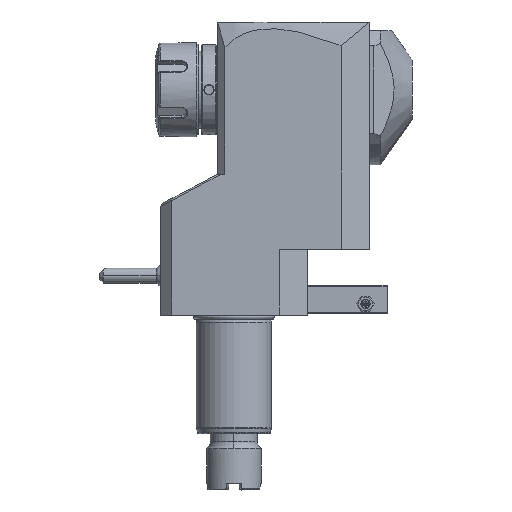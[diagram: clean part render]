
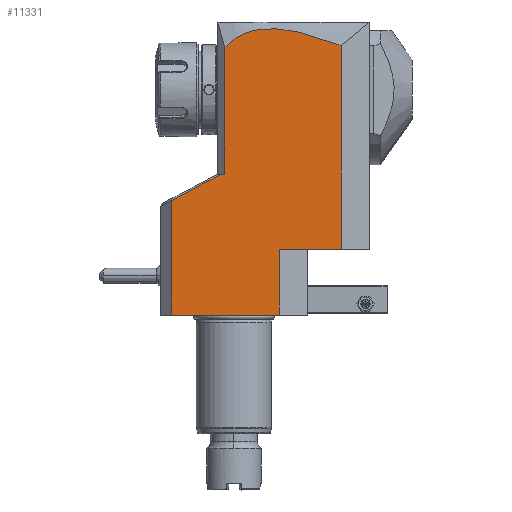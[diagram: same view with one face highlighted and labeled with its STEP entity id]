
A CAD part, top view. The second image highlights one B-rep face of the part: STEP entity #11331.
In plain terms, the highlighted planar face has unit normal (0, 0, 1).
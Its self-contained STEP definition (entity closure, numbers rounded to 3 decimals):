
#57=DIRECTION('',(1.,0.,0.));
#58=VECTOR('',#57,1.978);
#59=CARTESIAN_POINT('',(-6.778,75.,37.5));
#60=LINE('',#59,#58);
#81=DIRECTION('',(0.,-1.,0.));
#82=VECTOR('',#81,108.515);
#83=CARTESIAN_POINT('',(57.,143.515,37.5));
#84=LINE('',#83,#82);
#85=DIRECTION('',(0.883,0.469,0.));
#86=VECTOR('',#85,0.179);
#87=CARTESIAN_POINT('',(-33.,61.058,37.5));
#88=LINE('',#87,#86);
#89=DIRECTION('',(-0.883,-0.469,0.));
#90=VECTOR('',#89,29.519);
#91=CARTESIAN_POINT('',(-6.778,75.,37.5));
#92=LINE('',#91,#90);
#93=DIRECTION('',(0.,-1.,0.));
#94=VECTOR('',#93,67.483);
#95=CARTESIAN_POINT('',(-4.8,142.483,37.5));
#96=LINE('',#95,#94);
#97=CARTESIAN_POINT('',(57.,143.515,37.5));
#98=CARTESIAN_POINT('',(55.779,143.995,37.5));
#99=CARTESIAN_POINT('',(53.403,144.904,37.5));
#100=CARTESIAN_POINT('',(50.037,146.122,37.5));
#101=CARTESIAN_POINT('',(46.865,147.202,37.5));
#102=CARTESIAN_POINT('',(43.884,148.151,37.5));
#103=CARTESIAN_POINT('',(41.092,148.975,37.5));
#104=CARTESIAN_POINT('',(38.487,149.683,37.5));
#105=CARTESIAN_POINT('',(36.062,150.285,37.5));
#106=CARTESIAN_POINT('',(33.798,150.791,37.5));
#107=CARTESIAN_POINT('',(31.682,151.213,37.5));
#108=CARTESIAN_POINT('',(29.694,151.559,37.5));
#109=CARTESIAN_POINT('',(27.823,151.839,37.5));
#110=CARTESIAN_POINT('',(26.059,152.057,37.5));
#111=CARTESIAN_POINT('',(24.389,152.22,37.5));
#112=CARTESIAN_POINT('',(22.803,152.333,37.5));
#113=CARTESIAN_POINT('',(21.298,152.4,37.5));
#114=CARTESIAN_POINT('',(19.868,152.425,37.5));
#115=CARTESIAN_POINT('',(18.506,152.411,37.5));
#116=CARTESIAN_POINT('',(17.205,152.361,37.5));
#117=CARTESIAN_POINT('',(15.962,152.277,37.5));
#118=CARTESIAN_POINT('',(14.77,152.162,37.5));
#119=CARTESIAN_POINT('',(13.626,152.018,37.5));
#120=CARTESIAN_POINT('',(12.526,151.846,37.5));
#121=CARTESIAN_POINT('',(11.466,151.648,37.5));
#122=CARTESIAN_POINT('',(10.444,151.424,37.5));
#123=CARTESIAN_POINT('',(9.455,151.176,37.5));
#124=CARTESIAN_POINT('',(8.498,150.904,37.5));
#125=CARTESIAN_POINT('',(7.57,150.608,37.5));
#126=CARTESIAN_POINT('',(6.668,150.29,37.5));
#127=CARTESIAN_POINT('',(5.791,149.949,37.5));
#128=CARTESIAN_POINT('',(4.937,149.585,37.5));
#129=CARTESIAN_POINT('',(4.103,149.197,37.5));
#130=CARTESIAN_POINT('',(3.289,148.787,37.5));
#131=CARTESIAN_POINT('',(2.491,148.353,37.5));
#132=CARTESIAN_POINT('',(1.71,147.894,37.5));
#133=CARTESIAN_POINT('',(0.943,147.411,37.5));
#134=CARTESIAN_POINT('',(0.19,146.901,37.5));
#135=CARTESIAN_POINT('',(-0.552,146.364,37.5));
#136=CARTESIAN_POINT('',(-1.281,145.799,37.5));
#137=CARTESIAN_POINT('',(-2.002,145.204,37.5));
#138=CARTESIAN_POINT('',(-2.713,144.577,37.5));
#139=CARTESIAN_POINT('',(-3.416,143.917,37.5));
#140=CARTESIAN_POINT('',(-4.112,143.222,37.5));
#141=CARTESIAN_POINT('',(-4.572,142.733,37.5));
#142=CARTESIAN_POINT('',(-4.8,142.483,37.5));
#320=DIRECTION('',(1.,0.,0.));
#321=VECTOR('',#320,33.);
#322=CARTESIAN_POINT('',(24.,35.,37.5));
#323=LINE('',#322,#321);
#364=DIRECTION('',(-1.,0.,0.));
#365=VECTOR('',#364,57.);
#366=CARTESIAN_POINT('',(24.,0.,37.5));
#367=LINE('',#366,#365);
#446=DIRECTION('',(0.,-1.,0.));
#447=VECTOR('',#446,61.058);
#448=CARTESIAN_POINT('',(-33.,61.058,37.5));
#449=LINE('',#448,#447);
#1055=DIRECTION('',(0.,1.,0.));
#1056=VECTOR('',#1055,35.);
#1057=CARTESIAN_POINT('',(24.,0.,37.5));
#1058=LINE('',#1057,#1056);
#10595=CARTESIAN_POINT('',(-6.778,75.,37.5));
#10596=VERTEX_POINT('',#10595);
#10609=CARTESIAN_POINT('',(24.,35.,37.5));
#10610=VERTEX_POINT('',#10609);
#10639=VERTEX_POINT('',#97);
#10640=VERTEX_POINT('',#142);
#10665=CARTESIAN_POINT('',(-4.8,75.,37.5));
#10666=VERTEX_POINT('',#10665);
#10966=CARTESIAN_POINT('',(57.,35.,37.5));
#10967=VERTEX_POINT('',#10966);
#10972=CARTESIAN_POINT('',(-33.,61.058,37.5));
#10974=VERTEX_POINT('',#10972);
#10984=CARTESIAN_POINT('',(24.,0.,37.5));
#10985=VERTEX_POINT('',#10984);
#10986=CARTESIAN_POINT('',(-33.,0.,37.5));
#10987=VERTEX_POINT('',#10986);
#11053=CARTESIAN_POINT('',(-32.842,61.142,37.5));
#11055=VERTEX_POINT('',#11053);
#11306=CARTESIAN_POINT('',(-39.202,35.,37.5));
#11307=DIRECTION('',(0.,0.,1.));
#11308=DIRECTION('',(1.,0.,0.));
#11309=AXIS2_PLACEMENT_3D('',#11306,#11307,#11308);
#11310=PLANE('',#11309);
#11312=ORIENTED_EDGE('',*,*,#11311,.T.);
#11314=ORIENTED_EDGE('',*,*,#11313,.F.);
#11316=ORIENTED_EDGE('',*,*,#11315,.F.);
#11318=ORIENTED_EDGE('',*,*,#11317,.T.);
#11320=ORIENTED_EDGE('',*,*,#11319,.F.);
#11322=ORIENTED_EDGE('',*,*,#11321,.T.);
#11324=ORIENTED_EDGE('',*,*,#11323,.F.);
#11325=ORIENTED_EDGE('',*,*,#11290,.T.);
#11326=ORIENTED_EDGE('',*,*,#11279,.F.);
#11328=ORIENTED_EDGE('',*,*,#11327,.F.);
#11329=EDGE_LOOP('',(#11312,#11314,#11316,#11318,#11320,#11322,#11324,#11325,
#11326,#11328));
#11330=FACE_OUTER_BOUND('',#11329,.F.);
#143=B_SPLINE_CURVE_WITH_KNOTS('',3,(#97,#98,#99,#100,#101,#102,#103,#104,#105,
#106,#107,#108,#109,#110,#111,#112,#113,#114,#115,#116,#117,#118,#119,#120,#121,
#122,#123,#124,#125,#126,#127,#128,#129,#130,#131,#132,#133,#134,#135,#136,#137,
#138,#139,#140,#141,#142),.UNSPECIFIED.,.F.,.F.,(4,1,1,1,1,1,1,1,1,1,1,1,1,1,1,
1,1,1,1,1,1,1,1,1,1,1,1,1,1,1,1,1,1,1,1,1,1,1,1,1,1,1,1,4),(0.,
0.023,0.047,0.07,0.093,
0.116,0.14,0.163,0.186,
0.209,0.233,0.256,0.279,
0.302,0.326,0.349,0.372,
0.395,0.419,0.442,0.465,
0.488,0.512,0.535,0.558,
0.581,0.605,0.628,0.651,
0.674,0.698,0.721,0.744,
0.767,0.791,0.814,0.837,
0.86,0.884,0.907,0.93,
0.953,0.977,1.),.UNSPECIFIED.);
#11279=EDGE_CURVE('',#10640,#10666,#96,.T.);
#11290=EDGE_CURVE('',#10596,#10666,#60,.T.);
#11311=EDGE_CURVE('',#10639,#10967,#84,.T.);
#11313=EDGE_CURVE('',#10610,#10967,#323,.T.);
#11315=EDGE_CURVE('',#10985,#10610,#1058,.T.);
#11317=EDGE_CURVE('',#10985,#10987,#367,.T.);
#11319=EDGE_CURVE('',#10974,#10987,#449,.T.);
#11321=EDGE_CURVE('',#10974,#11055,#88,.T.);
#11323=EDGE_CURVE('',#10596,#11055,#92,.T.);
#11327=EDGE_CURVE('',#10639,#10640,#143,.T.);
#11331=ADVANCED_FACE('',(#11330),#11310,.T.);
